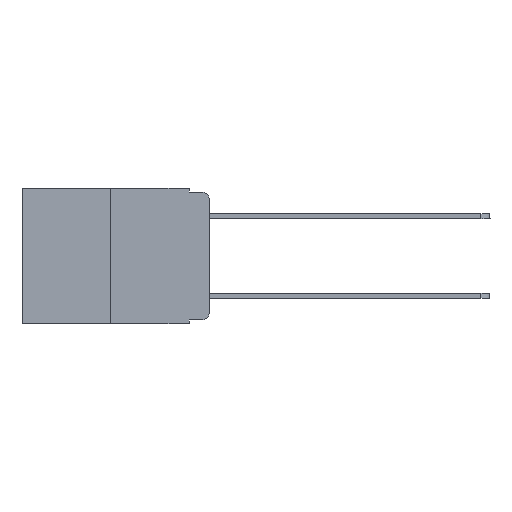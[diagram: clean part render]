
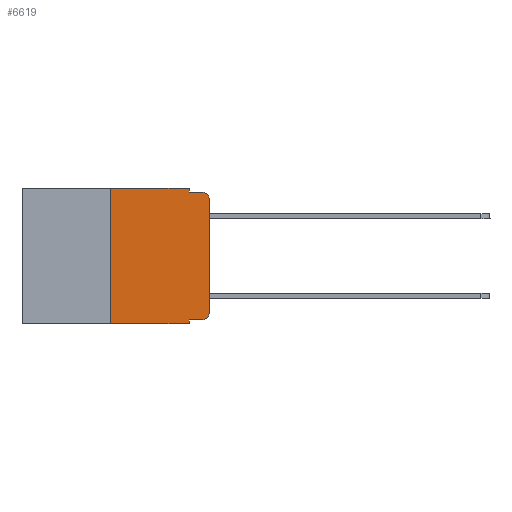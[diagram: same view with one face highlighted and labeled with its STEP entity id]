
A CAD part, left-side view. The second image highlights one B-rep face of the part: STEP entity #6619.
In plain terms, the highlighted planar face has unit normal (-1, 0, 0).
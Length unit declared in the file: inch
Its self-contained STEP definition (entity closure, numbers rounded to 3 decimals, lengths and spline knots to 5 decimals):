
#172 = VECTOR ( 'NONE', #25777, 39.37008 ) ;
#418 = CIRCLE ( 'NONE', #19905, 0.02 ) ;
#586 = EDGE_CURVE ( 'NONE', #18942, #4397, #9987, .T. ) ;
#1132 = VECTOR ( 'NONE', #12107, 39.37008 ) ;
#1139 = VERTEX_POINT ( 'NONE', #5499 ) ;
#1204 = CARTESIAN_POINT ( 'NONE',  ( 0., 0.473, 0. ) ) ;
#1261 = CARTESIAN_POINT ( 'NONE',  ( 0., 0.051, 0. ) ) ;
#1427 = VERTEX_POINT ( 'NONE', #13058 ) ;
#1614 = VERTEX_POINT ( 'NONE', #6307 ) ;
#1655 = AXIS2_PLACEMENT_3D ( 'NONE', #3049, #11253, #2965 ) ;
#1893 = EDGE_CURVE ( 'NONE', #1614, #21126, #24831, .T. ) ;
#1898 = LINE ( 'NONE', #22173, #18980 ) ;
#2708 = EDGE_CURVE ( 'NONE', #1139, #21126, #13051, .T. ) ;
#2918 = VERTEX_POINT ( 'NONE', #22220 ) ;
#2929 = DIRECTION ( 'NONE',  ( 0., 0., 1. ) ) ;
#2965 = DIRECTION ( 'NONE',  ( 0., 0., -1. ) ) ;
#3049 = CARTESIAN_POINT ( 'NONE',  ( 0., 0.02, -0.03 ) ) ;
#3112 = DIRECTION ( 'NONE',  ( 0., 0., -1. ) ) ;
#3519 = PLANE ( 'NONE',  #18935 ) ;
#3691 = ORIENTED_EDGE ( 'NONE', *, *, #4867, .T. ) ;
#3817 = CARTESIAN_POINT ( 'NONE',  ( 0., 0., 0. ) ) ;
#4397 = VERTEX_POINT ( 'NONE', #18449 ) ;
#4867 = EDGE_CURVE ( 'NONE', #1427, #2918, #1898, .T. ) ;
#5185 = CARTESIAN_POINT ( 'NONE',  ( 0., 0.051, -0.01 ) ) ;
#5269 = LINE ( 'NONE', #3817, #1132 ) ;
#5463 = VECTOR ( 'NONE', #23618, 39.37008 ) ;
#5499 = CARTESIAN_POINT ( 'NONE',  ( 0., 0.051, -0.01 ) ) ;
#5511 = DIRECTION ( 'NONE',  ( 0., -1., 0. ) ) ;
#5667 = CARTESIAN_POINT ( 'NONE',  ( 0., 0.02, -0.01 ) ) ;
#6307 = CARTESIAN_POINT ( 'NONE',  ( 0., 0., -0.03 ) ) ;
#6619 = ADVANCED_FACE ( 'NONE', ( #14119 ), #3519, .F. ) ;
#7137 = CARTESIAN_POINT ( 'NONE',  ( 0., 0.051, 0. ) ) ;
#7657 = CARTESIAN_POINT ( 'NONE',  ( 0., 0.25, -0.343 ) ) ;
#9477 = VECTOR ( 'NONE', #3112, 39.37008 ) ;
#9537 = LINE ( 'NONE', #1204, #10484 ) ;
#9680 = CARTESIAN_POINT ( 'NONE',  ( 0., 0.473, 0. ) ) ;
#9987 = LINE ( 'NONE', #22028, #172 ) ;
#10114 = ORIENTED_EDGE ( 'NONE', *, *, #13864, .F. ) ;
#10484 = VECTOR ( 'NONE', #5511, 39.37008 ) ;
#10803 = ORIENTED_EDGE ( 'NONE', *, *, #1893, .T. ) ;
#10998 = ORIENTED_EDGE ( 'NONE', *, *, #24216, .T. ) ;
#11253 = DIRECTION ( 'NONE',  ( -1., 0., 0. ) ) ;
#11999 = VECTOR ( 'NONE', #21338, 39.37008 ) ;
#12107 = DIRECTION ( 'NONE',  ( 0., 0., 1. ) ) ;
#12614 = LINE ( 'NONE', #7137, #11999 ) ;
#12636 = EDGE_CURVE ( 'NONE', #17811, #21180, #9537, .T. ) ;
#13051 = LINE ( 'NONE', #5185, #5463 ) ;
#13058 = CARTESIAN_POINT ( 'NONE',  ( 0., 0.051, -0.333 ) ) ;
#13318 = EDGE_CURVE ( 'NONE', #1427, #4397, #21560, .T. ) ;
#13716 = ORIENTED_EDGE ( 'NONE', *, *, #12636, .F. ) ;
#13864 = EDGE_CURVE ( 'NONE', #21180, #1139, #12614, .T. ) ;
#14040 = CARTESIAN_POINT ( 'NONE',  ( 0., 0.051, 0. ) ) ;
#14119 = FACE_OUTER_BOUND ( 'NONE', #14494, .T. ) ;
#14494 = EDGE_LOOP ( 'NONE', ( #10998, #10803, #24396, #10114, #13716, #16232, #16087, #15925, #3691, #20253 ) ) ;
#15925 = ORIENTED_EDGE ( 'NONE', *, *, #13318, .F. ) ;
#16087 = ORIENTED_EDGE ( 'NONE', *, *, #586, .T. ) ;
#16232 = ORIENTED_EDGE ( 'NONE', *, *, #19883, .F. ) ;
#16807 = DIRECTION ( 'NONE',  ( 0., 0., -1. ) ) ;
#17574 = LINE ( 'NONE', #21084, #24247 ) ;
#17811 = VERTEX_POINT ( 'NONE', #18767 ) ;
#18449 = CARTESIAN_POINT ( 'NONE',  ( 0., 0.051, -0.343 ) ) ;
#18760 = CARTESIAN_POINT ( 'NONE',  ( 0., 0.02, -0.313 ) ) ;
#18767 = CARTESIAN_POINT ( 'NONE',  ( 0., 0.25, 0. ) ) ;
#18935 = AXIS2_PLACEMENT_3D ( 'NONE', #9680, #25657, #19865 ) ;
#18942 = VERTEX_POINT ( 'NONE', #7657 ) ;
#18980 = VECTOR ( 'NONE', #26249, 39.37008 ) ;
#19865 = DIRECTION ( 'NONE',  ( 0., 0., -1. ) ) ;
#19883 = EDGE_CURVE ( 'NONE', #18942, #17811, #17574, .T. ) ;
#19905 = AXIS2_PLACEMENT_3D ( 'NONE', #18760, #25160, #16807 ) ;
#20253 = ORIENTED_EDGE ( 'NONE', *, *, #25764, .T. ) ;
#21084 = CARTESIAN_POINT ( 'NONE',  ( 0., 0.25, 0. ) ) ;
#21126 = VERTEX_POINT ( 'NONE', #5667 ) ;
#21180 = VERTEX_POINT ( 'NONE', #14040 ) ;
#21338 = DIRECTION ( 'NONE',  ( 0., 0., -1. ) ) ;
#21560 = LINE ( 'NONE', #1261, #9477 ) ;
#22028 = CARTESIAN_POINT ( 'NONE',  ( 0., 0.473, -0.343 ) ) ;
#22173 = CARTESIAN_POINT ( 'NONE',  ( 0., 0.051, -0.333 ) ) ;
#22220 = CARTESIAN_POINT ( 'NONE',  ( 0., 0.02, -0.333 ) ) ;
#23618 = DIRECTION ( 'NONE',  ( 0., -1., 0. ) ) ;
#23786 = VERTEX_POINT ( 'NONE', #24813 ) ;
#24216 = EDGE_CURVE ( 'NONE', #23786, #1614, #5269, .T. ) ;
#24247 = VECTOR ( 'NONE', #2929, 39.37008 ) ;
#24396 = ORIENTED_EDGE ( 'NONE', *, *, #2708, .F. ) ;
#24813 = CARTESIAN_POINT ( 'NONE',  ( 0., 0., -0.313 ) ) ;
#24831 = CIRCLE ( 'NONE', #1655, 0.02 ) ;
#25160 = DIRECTION ( 'NONE',  ( -1., 0., 0. ) ) ;
#25657 = DIRECTION ( 'NONE',  ( 1., 0., 0. ) ) ;
#25764 = EDGE_CURVE ( 'NONE', #2918, #23786, #418, .T. ) ;
#25777 = DIRECTION ( 'NONE',  ( 0., -1., 0. ) ) ;
#26249 = DIRECTION ( 'NONE',  ( 0., -1., 0. ) ) ;
